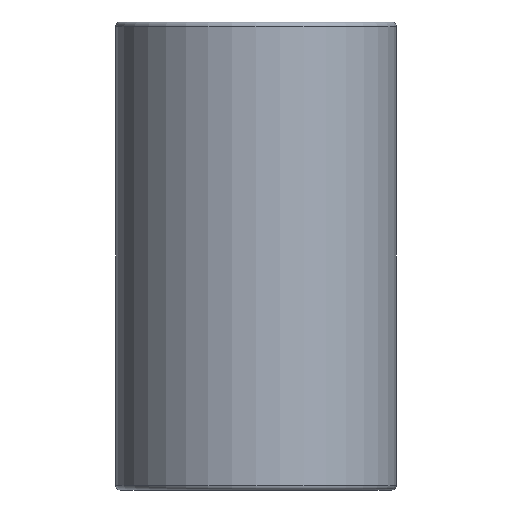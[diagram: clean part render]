
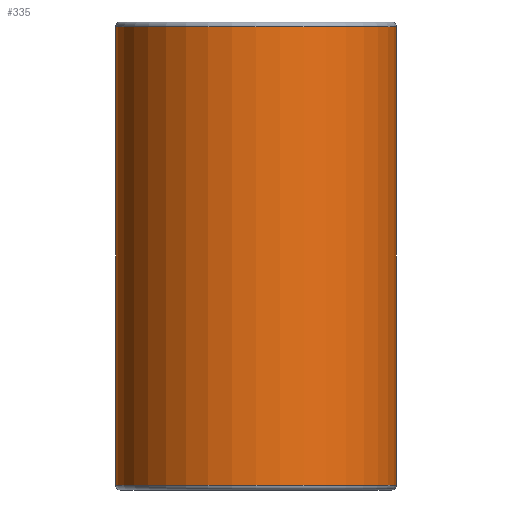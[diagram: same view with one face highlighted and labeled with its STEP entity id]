
A CAD part, front view. The second image highlights one B-rep face of the part: STEP entity #335.
In plain terms, the highlighted cylindrical face has radius 7.5 mm (diameter 15 mm), a partial arc.
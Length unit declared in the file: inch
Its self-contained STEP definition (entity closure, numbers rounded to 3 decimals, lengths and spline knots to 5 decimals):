
#7 = CARTESIAN_POINT ( 'NONE',  ( 0., 0., 0.98425 ) ) ;
#23 = VECTOR ( 'NONE', #434, 39.37008 ) ;
#36 = CARTESIAN_POINT ( 'NONE',  ( -0.29528, 0., 0.01 ) ) ;
#42 = CARTESIAN_POINT ( 'NONE',  ( 0.29528, 0., 0.97425 ) ) ;
#46 = CYLINDRICAL_SURFACE ( 'NONE', #263, 0.29528 ) ;
#55 = CARTESIAN_POINT ( 'NONE',  ( 0.29528, 0., 0.98425 ) ) ;
#58 = DIRECTION ( 'NONE',  ( 0., 0., -1. ) ) ;
#102 = DIRECTION ( 'NONE',  ( 0., 0., 1. ) ) ;
#113 = VECTOR ( 'NONE', #139, 39.37008 ) ;
#120 = EDGE_CURVE ( 'NONE', #406, #307, #372, .T. ) ;
#126 = EDGE_CURVE ( 'NONE', #406, #430, #294, .T. ) ;
#139 = DIRECTION ( 'NONE',  ( 0., 0., -1. ) ) ;
#147 = CARTESIAN_POINT ( 'NONE',  ( 0.29528, 0., 0.01 ) ) ;
#149 = EDGE_LOOP ( 'NONE', ( #381, #365, #387, #155 ) ) ;
#152 = DIRECTION ( 'NONE',  ( -1., 0., 0. ) ) ;
#155 = ORIENTED_EDGE ( 'NONE', *, *, #267, .T. ) ;
#166 = FACE_OUTER_BOUND ( 'NONE', #149, .T. ) ;
#203 = CARTESIAN_POINT ( 'NONE',  ( 0., 0., 0.01 ) ) ;
#220 = EDGE_CURVE ( 'NONE', #430, #422, #242, .T. ) ;
#242 = LINE ( 'NONE', #441, #113 ) ;
#262 = CARTESIAN_POINT ( 'NONE',  ( 0., 0., 0.97425 ) ) ;
#263 = AXIS2_PLACEMENT_3D ( 'NONE', #7, #316, #152 ) ;
#267 = EDGE_CURVE ( 'NONE', #422, #307, #405, .T. ) ;
#294 = CIRCLE ( 'NONE', #395, 0.29528 ) ;
#307 = VERTEX_POINT ( 'NONE', #147 ) ;
#316 = DIRECTION ( 'NONE',  ( 0., 0., -1. ) ) ;
#335 = ADVANCED_FACE ( 'NONE', ( #166 ), #46, .T. ) ;
#345 = DIRECTION ( 'NONE',  ( 1., 0., 0. ) ) ;
#358 = AXIS2_PLACEMENT_3D ( 'NONE', #203, #102, #345 ) ;
#365 = ORIENTED_EDGE ( 'NONE', *, *, #126, .T. ) ;
#367 = DIRECTION ( 'NONE',  ( 1., 0., 0. ) ) ;
#372 = LINE ( 'NONE', #55, #23 ) ;
#381 = ORIENTED_EDGE ( 'NONE', *, *, #120, .F. ) ;
#387 = ORIENTED_EDGE ( 'NONE', *, *, #220, .T. ) ;
#388 = CARTESIAN_POINT ( 'NONE',  ( -0.29528, 0., 0.97425 ) ) ;
#395 = AXIS2_PLACEMENT_3D ( 'NONE', #262, #58, #367 ) ;
#405 = CIRCLE ( 'NONE', #358, 0.29528 ) ;
#406 = VERTEX_POINT ( 'NONE', #42 ) ;
#422 = VERTEX_POINT ( 'NONE', #36 ) ;
#430 = VERTEX_POINT ( 'NONE', #388 ) ;
#434 = DIRECTION ( 'NONE',  ( 0., 0., -1. ) ) ;
#441 = CARTESIAN_POINT ( 'NONE',  ( -0.29528, 0., 0.98425 ) ) ;
